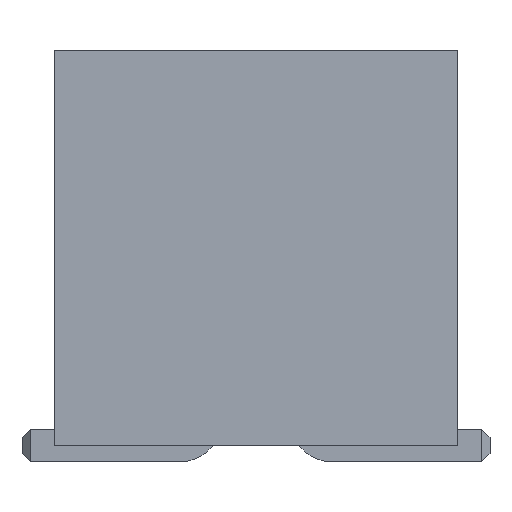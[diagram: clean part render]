
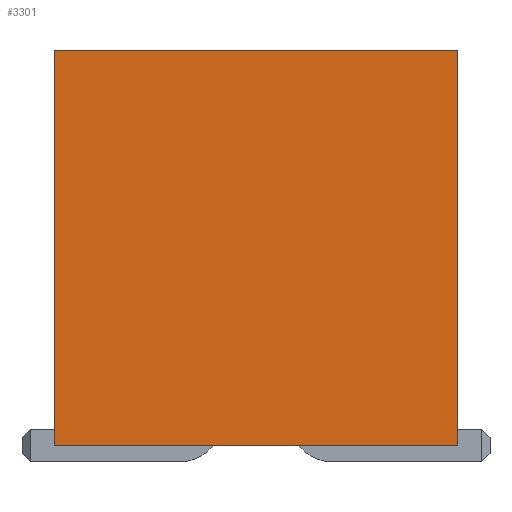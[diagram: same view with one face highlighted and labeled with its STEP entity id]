
A CAD part, front view. The second image highlights one B-rep face of the part: STEP entity #3301.
In plain terms, the highlighted planar face has unit normal (0, -1, 0).
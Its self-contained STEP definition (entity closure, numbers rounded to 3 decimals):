
#299=FACE_OUTER_BOUND('',#498,.T.);
#498=EDGE_LOOP('',(#2904,#2905,#2906,#2907));
#881=LINE('',#5326,#1288);
#902=LINE('',#5369,#1309);
#903=LINE('',#5370,#1310);
#904=LINE('',#5371,#1311);
#1288=VECTOR('',#4406,10.);
#1309=VECTOR('',#4445,10.);
#1310=VECTOR('',#4446,10.);
#1311=VECTOR('',#4447,10.);
#1570=VERTEX_POINT('',#5323);
#1571=VERTEX_POINT('',#5325);
#1583=VERTEX_POINT('',#5367);
#1584=VERTEX_POINT('',#5368);
#2005=EDGE_CURVE('',#1570,#1571,#881,.T.);
#2026=EDGE_CURVE('',#1583,#1584,#902,.T.);
#2027=EDGE_CURVE('',#1584,#1571,#903,.T.);
#2028=EDGE_CURVE('',#1583,#1570,#904,.T.);
#2904=ORIENTED_EDGE('',*,*,#2026,.T.);
#2905=ORIENTED_EDGE('',*,*,#2027,.T.);
#2906=ORIENTED_EDGE('',*,*,#2005,.F.);
#2907=ORIENTED_EDGE('',*,*,#2028,.F.);
#3102=PLANE('',#3565);
#3301=ADVANCED_FACE('',(#299),#3102,.T.);
#3565=AXIS2_PLACEMENT_3D('',#5366,#4443,#4444);
#4406=DIRECTION('',(1.,0.,0.));
#4443=DIRECTION('center_axis',(0.,-1.,0.));
#4444=DIRECTION('ref_axis',(1.,0.,0.));
#4445=DIRECTION('',(1.,0.,0.));
#4446=DIRECTION('',(0.,0.,1.));
#4447=DIRECTION('',(0.,0.,1.));
#5323=CARTESIAN_POINT('',(-2.5,-6.275,4.9));
#5325=CARTESIAN_POINT('',(2.5,-6.275,4.9));
#5326=CARTESIAN_POINT('',(-2.5,-6.275,4.9));
#5366=CARTESIAN_POINT('Origin',(-2.5,-6.275,0.));
#5367=CARTESIAN_POINT('',(-2.5,-6.275,0.));
#5368=CARTESIAN_POINT('',(2.5,-6.275,0.));
#5369=CARTESIAN_POINT('',(-2.5,-6.275,0.));
#5370=CARTESIAN_POINT('',(2.5,-6.275,0.));
#5371=CARTESIAN_POINT('',(-2.5,-6.275,0.));
